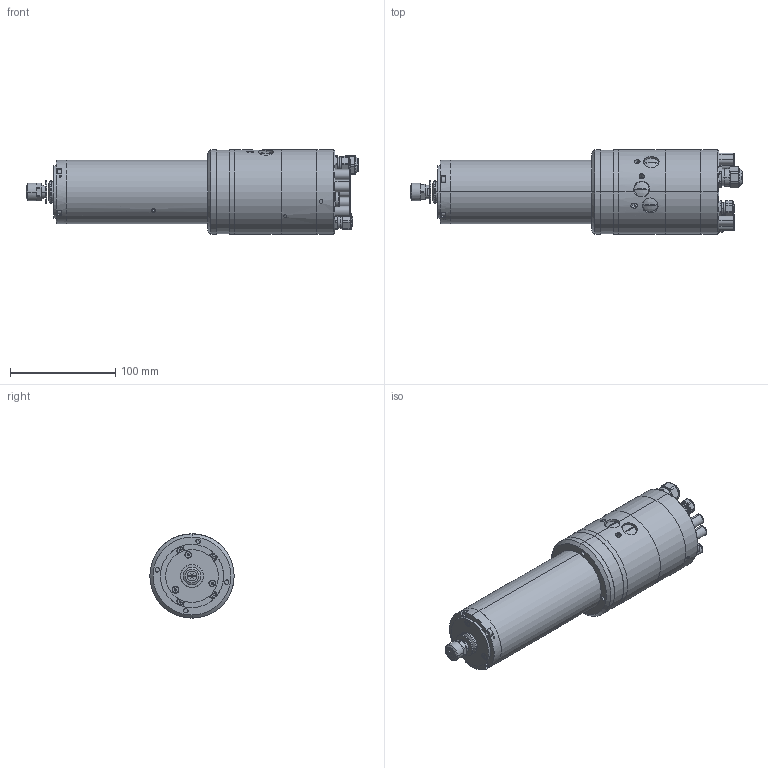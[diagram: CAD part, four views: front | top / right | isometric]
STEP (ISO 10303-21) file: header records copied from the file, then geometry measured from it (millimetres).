
FILE_DESCRIPTION (( 'STEP AP203' ), '1' );
FILE_NAME ('060A60HV-00-.STEP', '2010-05-06T14:00:58', ( 'IBAGCAD_7' ), ( 'IBAG Switzerland AG' ), 'SwSTEP 2.0', 'SolidWorks 2009', '' );
FILE_SCHEMA (( 'CONFIG_CONTROL_DESIGN' ));
Length unit declared in the file: millimetre
Products named in the file (1): 060A60HV-00-
Bounding box: 315.05 x 80 x 80 mm (x, y, z)
Surface area: 94307.8 mm2 (no closed solid volume)
Topology: 0 solids, 67 shells, 586 faces, 1761 edges, 1237 vertices
Faces by surface type: plane 238, cylinder 234, cone 68, torus 40, sphere 6
Entity records: 21212 total; most frequent: CARTESIAN_POINT 4938, DIRECTION 3695, ORIENTED_EDGE 2828, EDGE_CURVE 1745, AXIS2_PLACEMENT_3D 1454, VERTEX_POINT 1237, CIRCLE 867, VECTOR 787
